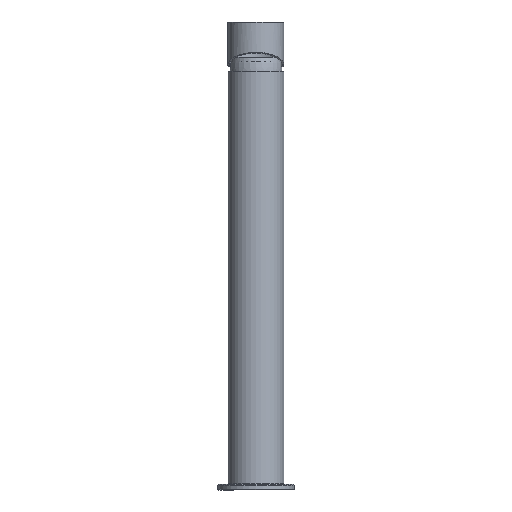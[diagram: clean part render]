
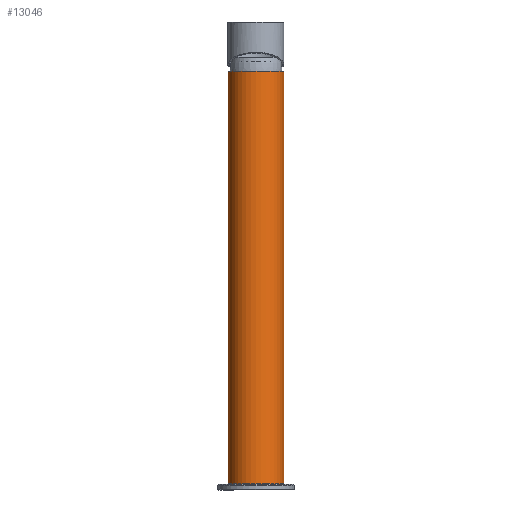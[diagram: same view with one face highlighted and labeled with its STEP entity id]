
A CAD part, front view. The second image highlights one B-rep face of the part: STEP entity #13046.
In plain terms, the highlighted cylindrical face has radius 20 mm (diameter 40 mm), a full revolution.
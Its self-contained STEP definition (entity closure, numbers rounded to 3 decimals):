
#979=LINE('',#31516,#1775);
#980=LINE('',#31529,#1776);
#1775=VECTOR('',#25839,1000.);
#1776=VECTOR('',#25840,1000.);
#1812=B_SPLINE_CURVE_WITH_KNOTS('',3,(#31519,#31520,#31521,#31522,#31523,
#31524,#31525,#31526,#31527),.UNSPECIFIED.,.F.,.F.,(4,1,1,1,1,1,4),(0.,
0.005,0.007,0.009,0.012,
0.014,0.019),.UNSPECIFIED.);
#1813=B_SPLINE_CURVE_WITH_KNOTS('',3,(#31531,#31532,#31533,#31534,#31535,
#31536,#31537,#31538,#31539),.UNSPECIFIED.,.F.,.F.,(4,1,1,1,1,1,4),(0.,
0.005,0.007,0.009,0.012,
0.014,0.019),.UNSPECIFIED.);
#5643=ORIENTED_EDGE('',*,*,#7292,.T.);
#5644=ORIENTED_EDGE('',*,*,#7293,.T.);
#5645=ORIENTED_EDGE('',*,*,#7294,.F.);
#5646=ORIENTED_EDGE('',*,*,#7295,.T.);
#5647=ORIENTED_EDGE('',*,*,#7296,.F.);
#5648=ORIENTED_EDGE('',*,*,#7297,.T.);
#7292=EDGE_CURVE('',#8496,#8496,#9253,.F.);
#7293=EDGE_CURVE('',#8497,#8497,#9254,.F.);
#7294=EDGE_CURVE('',#8498,#8499,#979,.T.);
#7295=EDGE_CURVE('',#8498,#8500,#1812,.T.);
#7296=EDGE_CURVE('',#8501,#8500,#980,.F.);
#7297=EDGE_CURVE('',#8501,#8499,#1813,.T.);
#8496=VERTEX_POINT('',#31513);
#8497=VERTEX_POINT('',#31515);
#8498=VERTEX_POINT('',#31517);
#8499=VERTEX_POINT('',#31518);
#8500=VERTEX_POINT('',#31528);
#8501=VERTEX_POINT('',#31530);
#9253=CIRCLE('',#21656,20.);
#9254=CIRCLE('',#21657,20.);
#10462=EDGE_LOOP('',(#5643));
#10463=EDGE_LOOP('',(#5644));
#10464=EDGE_LOOP('',(#5645,#5646,#5647,#5648));
#11730=FACE_BOUND('',#10462,.T.);
#11731=FACE_BOUND('',#10463,.T.);
#11732=FACE_BOUND('',#10464,.T.);
#12097=CYLINDRICAL_SURFACE('',#21655,20.);
#13046=ADVANCED_FACE('',(#11730,#11731,#11732),#12097,.T.);
#21655=AXIS2_PLACEMENT_3D('',#31511,#25833,#25834);
#21656=AXIS2_PLACEMENT_3D('',#31512,#25835,#25836);
#21657=AXIS2_PLACEMENT_3D('',#31514,#25837,#25838);
#25833=DIRECTION('',(1.,0.,0.));
#25834=DIRECTION('',(0.,0.,-1.));
#25835=DIRECTION('',(1.,0.,0.));
#25836=DIRECTION('',(0.,0.,-1.));
#25837=DIRECTION('',(-1.,0.,0.));
#25838=DIRECTION('',(0.,0.,1.));
#25839=DIRECTION('',(1.,0.,0.));
#25840=DIRECTION('',(1.,0.,0.));
#31511=CARTESIAN_POINT('',(0.,0.,0.));
#31512=CARTESIAN_POINT('',(-0.15,0.,0.));
#31513=CARTESIAN_POINT('',(-0.15,0.,-20.));
#31514=CARTESIAN_POINT('',(-295.15,0.,0.));
#31515=CARTESIAN_POINT('',(-295.15,0.,20.));
#31516=CARTESIAN_POINT('',(0.,18.8,6.823));
#31517=CARTESIAN_POINT('',(-19.773,18.8,6.823));
#31518=CARTESIAN_POINT('',(-16.227,18.8,6.823));
#31519=CARTESIAN_POINT('',(-19.773,18.8,6.823));
#31520=CARTESIAN_POINT('',(-21.293,18.943,6.429));
#31521=CARTESIAN_POINT('',(-23.291,19.417,5.093));
#31522=CARTESIAN_POINT('',(-24.785,19.905,2.346));
#31523=CARTESIAN_POINT('',(-25.181,20.047,0.008));
#31524=CARTESIAN_POINT('',(-24.789,19.906,-2.336));
#31525=CARTESIAN_POINT('',(-23.294,19.417,-5.091));
#31526=CARTESIAN_POINT('',(-21.293,18.943,-6.429));
#31527=CARTESIAN_POINT('',(-19.773,18.8,-6.823));
#31528=CARTESIAN_POINT('',(-19.773,18.8,-6.823));
#31529=CARTESIAN_POINT('',(0.,18.8,-6.823));
#31530=CARTESIAN_POINT('',(-16.227,18.8,-6.823));
#31531=CARTESIAN_POINT('',(-16.227,18.8,-6.823));
#31532=CARTESIAN_POINT('',(-14.707,18.943,-6.429));
#31533=CARTESIAN_POINT('',(-12.709,19.417,-5.093));
#31534=CARTESIAN_POINT('',(-11.215,19.905,-2.346));
#31535=CARTESIAN_POINT('',(-10.819,20.047,-0.008));
#31536=CARTESIAN_POINT('',(-11.211,19.906,2.336));
#31537=CARTESIAN_POINT('',(-12.706,19.417,5.091));
#31538=CARTESIAN_POINT('',(-14.707,18.943,6.429));
#31539=CARTESIAN_POINT('',(-16.227,18.8,6.823));
